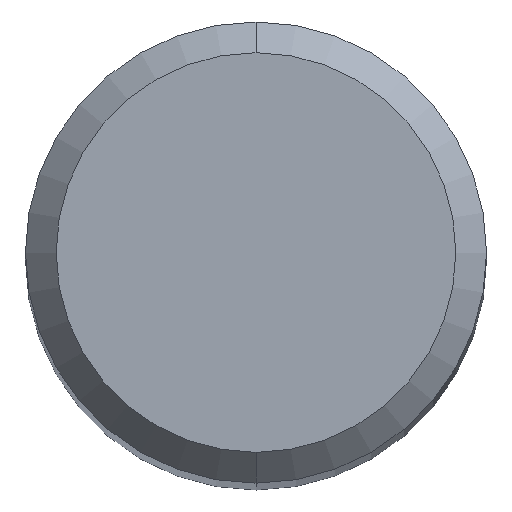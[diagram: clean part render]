
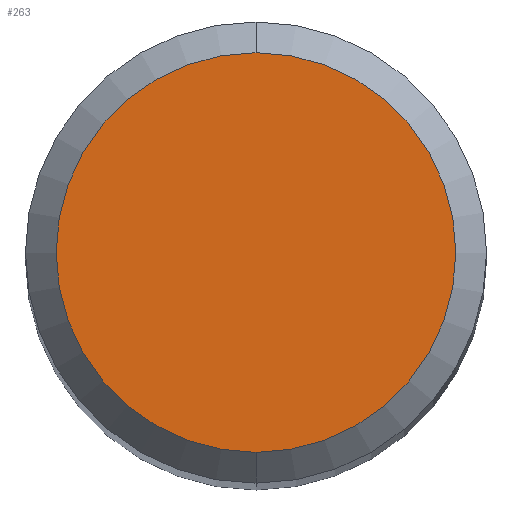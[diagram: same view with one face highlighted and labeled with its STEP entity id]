
A CAD part, top view. The second image highlights one B-rep face of the part: STEP entity #263.
In plain terms, the highlighted planar face has unit normal (0, 0, 1).
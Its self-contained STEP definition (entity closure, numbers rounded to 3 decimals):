
#249=EDGE_CURVE('',#309,#319,#554,.T.);
#263=ADVANCED_FACE('',(#569),#570,.T.);
#303=EDGE_CURVE('',#319,#309,#613,.T.);
#309=VERTEX_POINT('',#619);
#319=VERTEX_POINT('',#629);
#554=CIRCLE('',#914,2.6);
#569=FACE_OUTER_BOUND('',#959,.T.);
#570=PLANE('',#960);
#613=CIRCLE('',#1087,2.6);
#619=CARTESIAN_POINT('',(0.,-2.6,0.0));
#629=CARTESIAN_POINT('',(0.0,2.6,0.0));
#914=AXIS2_PLACEMENT_3D('',#1502,#1503,#1504);
#959=EDGE_LOOP('',(#1518,#1519));
#960=AXIS2_PLACEMENT_3D('',#1520,#1521,#1522);
#1087=AXIS2_PLACEMENT_3D('',#1560,#1561,#1562);
#1502=CARTESIAN_POINT('',(0.0,0.0,0.0));
#1503=DIRECTION('',(0.0,0.0,-1.0));
#1504=DIRECTION('',(0.0,1.0,0.0));
#1518=ORIENTED_EDGE('',*,*,#303,.F.);
#1519=ORIENTED_EDGE('',*,*,#249,.F.);
#1520=CARTESIAN_POINT('',(0.0,1.3,0.0));
#1521=DIRECTION('',(-0.0,0.0,1.0));
#1522=DIRECTION('',(0.0,-1.0,0.0));
#1560=CARTESIAN_POINT('',(0.0,0.0,0.0));
#1561=DIRECTION('',(0.0,0.0,-1.0));
#1562=DIRECTION('',(0.0,1.0,0.0));
